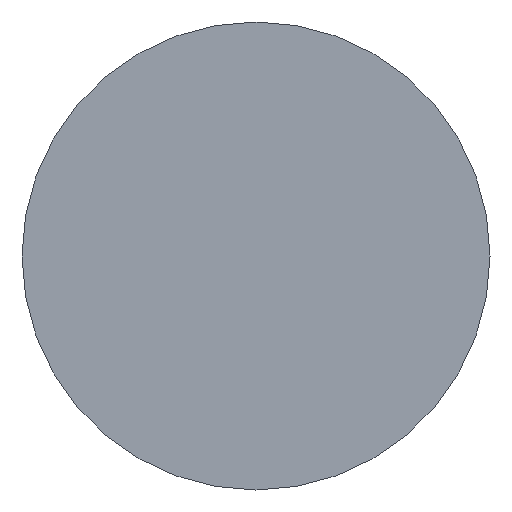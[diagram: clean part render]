
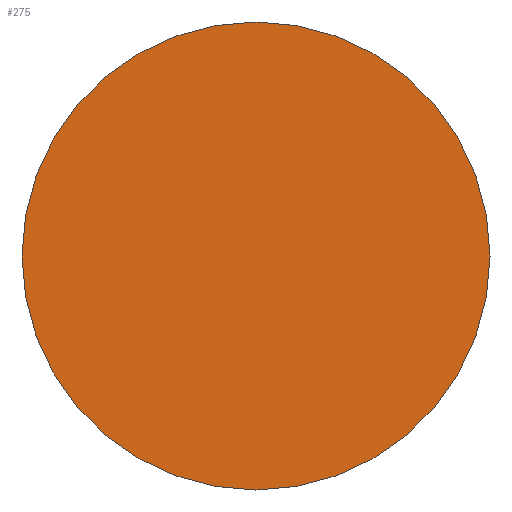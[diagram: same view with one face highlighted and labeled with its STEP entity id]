
A CAD part, front view. The second image highlights one B-rep face of the part: STEP entity #275.
In plain terms, the highlighted planar face has unit normal (0, -1, 0).
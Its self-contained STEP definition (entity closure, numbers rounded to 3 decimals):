
#25=PLANE('',#338);
#45=FACE_OUTER_BOUND('',#64,.T.);
#64=EDGE_LOOP('',(#241,#242));
#105=CIRCLE('',#335,10.);
#106=CIRCLE('',#336,10.);
#133=VERTEX_POINT('',#533);
#134=VERTEX_POINT('',#534);
#168=EDGE_CURVE('',#133,#134,#105,.T.);
#169=EDGE_CURVE('',#134,#133,#106,.T.);
#241=ORIENTED_EDGE('',*,*,#168,.T.);
#242=ORIENTED_EDGE('',*,*,#169,.T.);
#275=ADVANCED_FACE('',(#45),#25,.T.);
#335=AXIS2_PLACEMENT_3D('',#535,#426,#427);
#336=AXIS2_PLACEMENT_3D('',#536,#428,#429);
#338=AXIS2_PLACEMENT_3D('',#538,#432,#433);
#426=DIRECTION('center_axis',(0.,-1.,0.));
#427=DIRECTION('ref_axis',(1.,0.,0.));
#428=DIRECTION('center_axis',(0.,-1.,0.));
#429=DIRECTION('ref_axis',(1.,0.,0.));
#432=DIRECTION('center_axis',(0.,-1.,0.));
#433=DIRECTION('ref_axis',(0.,0.,-1.));
#533=CARTESIAN_POINT('',(10.,0.,0.));
#534=CARTESIAN_POINT('',(0.,0.,10.));
#535=CARTESIAN_POINT('Origin',(0.,0.,0.));
#536=CARTESIAN_POINT('Origin',(0.,0.,0.));
#538=CARTESIAN_POINT('Origin',(5.,0.,0.));
